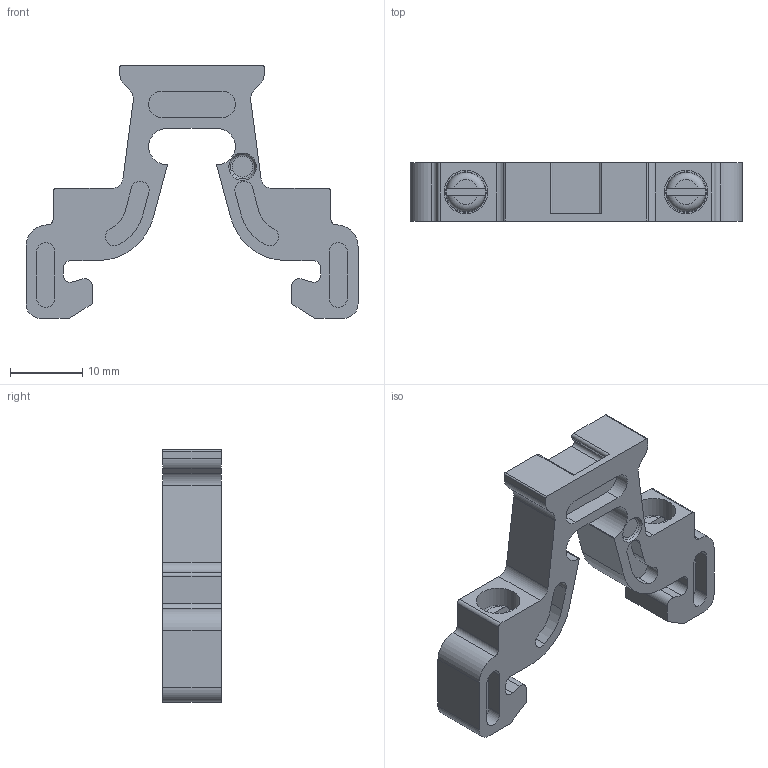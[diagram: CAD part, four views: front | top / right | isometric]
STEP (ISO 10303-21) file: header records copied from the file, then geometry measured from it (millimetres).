
FILE_DESCRIPTION(/* description */ (''),/* implementation_level */ '2;1');
FILE_NAME(/* name */ 'SK35_ipt.stp',/* time_stamp */ '2017-05-24T08:50:50+02:00',/* author */ ('ahoffmann'),/* organization */ (''),/* preprocessor_version */ 'ST-DEVELOPER v16.1',/* originating_system */ 'Autodesk Inventor 2016',/* authorisation */ '');
FILE_SCHEMA (('AUTOMOTIVE_DESIGN { 1 0 10303 214 3 1 1 }'));
Length unit declared in the file: millimetre
Products named in the file (1): SK35_vereinfacht
Bounding box: 46 x 8.1 x 35 mm (x, y, z)
Volume: 4270.8 mm3; surface area: 3979.5 mm2
Topology: 1 solids, 1 shells, 175 faces, 475 edges, 317 vertices
Faces by surface type: plane 83, cylinder 74, cone 7, torus 7, bspline 4
Full cylindrical faces by diameter (mm): 3.1 x8, 6.05 x2
Entity records: 8388 total; most frequent: CARTESIAN_POINT 4162, DIRECTION 886, ORIENTED_EDGE 862, EDGE_CURVE 431, AXIS2_PLACEMENT_3D 321, VERTEX_POINT 293, LINE 244, VECTOR 244
